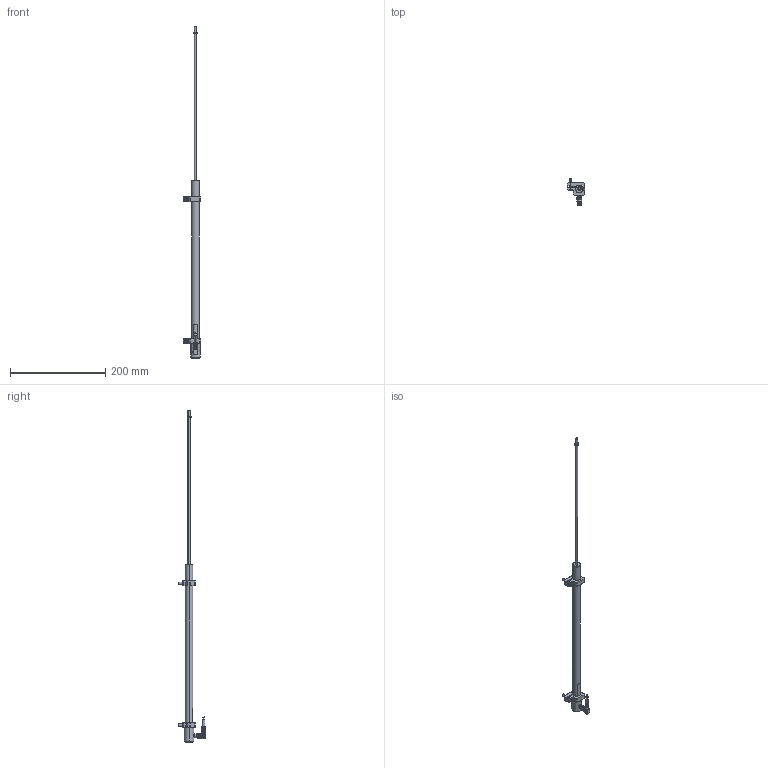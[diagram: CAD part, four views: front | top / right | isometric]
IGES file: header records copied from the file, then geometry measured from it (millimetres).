
Start section: SolidWorks IGES file using analytic representation for surfaces
Global section: file name: TX2_0300_Stecker_aus_Montageblock.IGS; native system: SolidWorks 2010; preprocessor: SolidWorks 2010; author: Konstantinidis; date: 110125.132357; units: millimetre
Bounding box: 36 x 57.1 x 698.6 mm (x, y, z)
Surface area: 34119.2 mm2 (no closed solid volume)
Topology: 0 solids, 0 shells, 402 faces, 4374 edges, 4368 vertices
Faces by surface type: bspline 205, revolution 197
